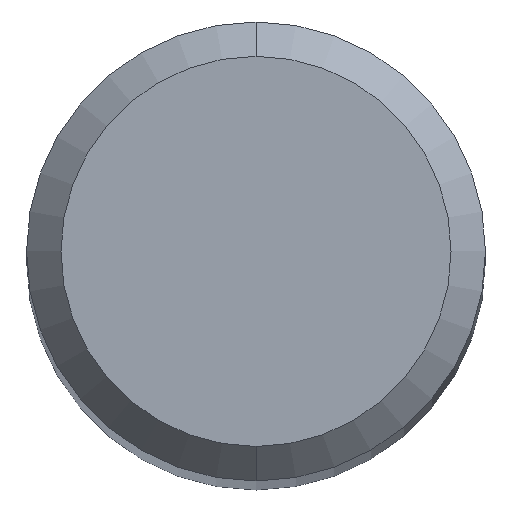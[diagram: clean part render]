
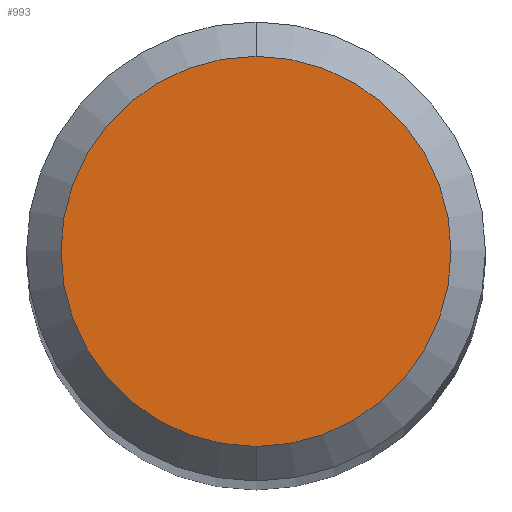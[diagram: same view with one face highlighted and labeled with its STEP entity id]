
A CAD part, top view. The second image highlights one B-rep face of the part: STEP entity #993.
In plain terms, the highlighted planar face has unit normal (0, 0, 1).
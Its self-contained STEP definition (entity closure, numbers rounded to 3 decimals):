
#795=EDGE_CURVE('',#879,#857,#1518,.T.);
#857=VERTEX_POINT('',#1589);
#879=VERTEX_POINT('',#1613);
#993=ADVANCED_FACE('',(#1738),#1739,.T.);
#995=EDGE_CURVE('',#857,#879,#1741,.T.);
#1518=CIRCLE('',#3282,1.7);
#1589=CARTESIAN_POINT('',(0.0,1.7,0.0));
#1613=CARTESIAN_POINT('',(0.,-1.7,0.0));
#1738=FACE_OUTER_BOUND('',#4205,.T.);
#1739=PLANE('',#4206);
#1741=CIRCLE('',#4209,1.7);
#3282=AXIS2_PLACEMENT_3D('',#4780,#4781,#4782);
#4205=EDGE_LOOP('',(#5034,#5035));
#4206=AXIS2_PLACEMENT_3D('',#5036,#5037,#5038);
#4209=AXIS2_PLACEMENT_3D('',#5039,#5040,#5041);
#4780=CARTESIAN_POINT('',(0.0,0.0,0.0));
#4781=DIRECTION('',(0.0,0.0,-1.0));
#4782=DIRECTION('',(0.0,1.0,0.0));
#5034=ORIENTED_EDGE('',*,*,#995,.F.);
#5035=ORIENTED_EDGE('',*,*,#795,.F.);
#5036=CARTESIAN_POINT('',(0.0,0.85,0.0));
#5037=DIRECTION('',(-0.0,0.0,1.0));
#5038=DIRECTION('',(0.0,-1.0,0.0));
#5039=CARTESIAN_POINT('',(0.0,0.0,0.0));
#5040=DIRECTION('',(0.0,0.0,-1.0));
#5041=DIRECTION('',(0.0,1.0,0.0));
